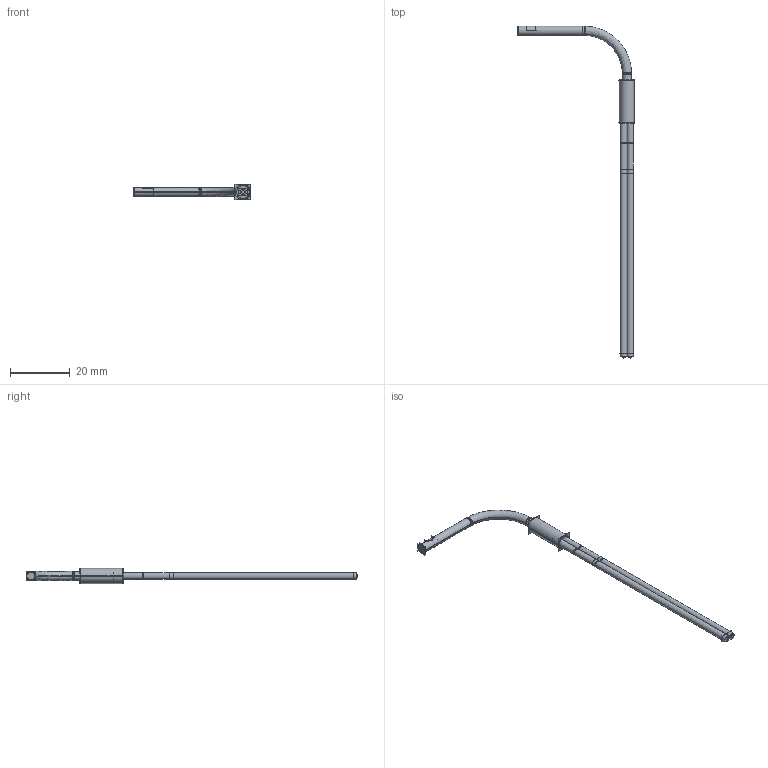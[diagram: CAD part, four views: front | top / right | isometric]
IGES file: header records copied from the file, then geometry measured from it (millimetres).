
Start section:  PTC IGES file: 193945.igs
Global section: file name: 193945.igs; native system: Creo Parametric by Parametric Technology Corporation; preprocessor: 2013230; author: pdmadmin; organization: Unknown; date: 20160309.084403; units: millimetre
Bounding box: 39.23 x 110.74 x 5.28 mm (x, y, z)
Volume: 737.6 mm3; surface area: 11935.3 mm2
Topology: 4 solids, 4 shells, 180 faces, 888 edges, 1115 vertices
Faces by surface type: revolution 92, bspline 88
